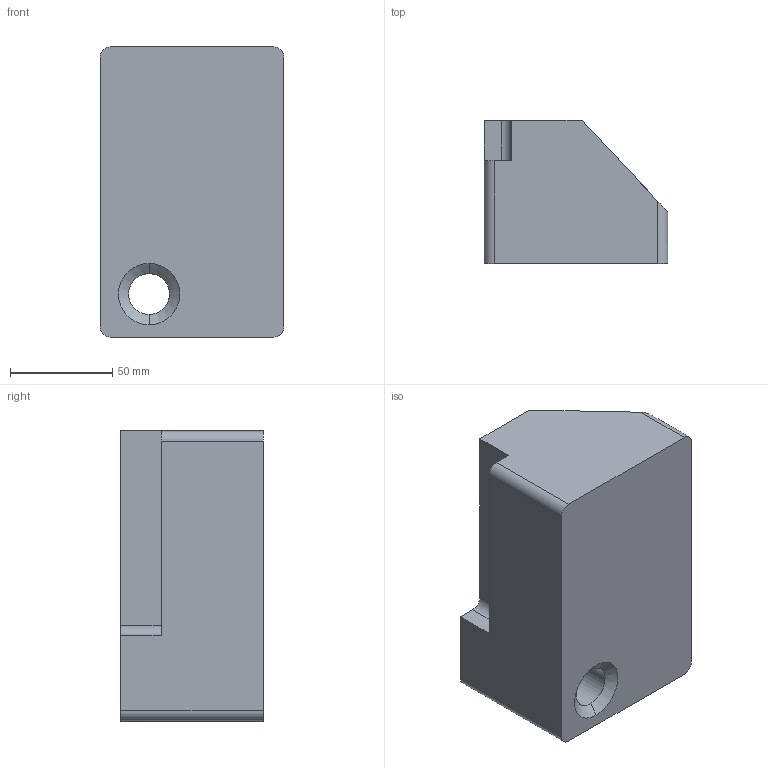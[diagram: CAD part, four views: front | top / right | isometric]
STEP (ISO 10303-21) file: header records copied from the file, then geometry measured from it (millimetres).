
FILE_DESCRIPTION (( 'STEP AP214' ), '1' );
FILE_NAME ('Haanger block.STEP', '2024-07-04T17:09:50', ( '' ), ( '' ), 'SwSTEP 2.0', 'SolidWorks 2023', '' );
FILE_SCHEMA (( 'AUTOMOTIVE_DESIGN' ));
Length unit declared in the file: centimetre
Products named in the file (1): Haanger block
Bounding box: 90 x 70 x 142 mm (x, y, z)
Volume: 691040.2 mm3; surface area: 57144.4 mm2
Topology: 1 solids, 1 shells, 25 faces, 67 edges, 44 vertices
Faces by surface type: plane 13, cylinder 8, cone 4
Entity records: 813 total; most frequent: CARTESIAN_POINT 146, DIRECTION 137, ORIENTED_EDGE 134, EDGE_CURVE 67, AXIS2_PLACEMENT_3D 47, VERTEX_POINT 44, VECTOR 43, LINE 43
